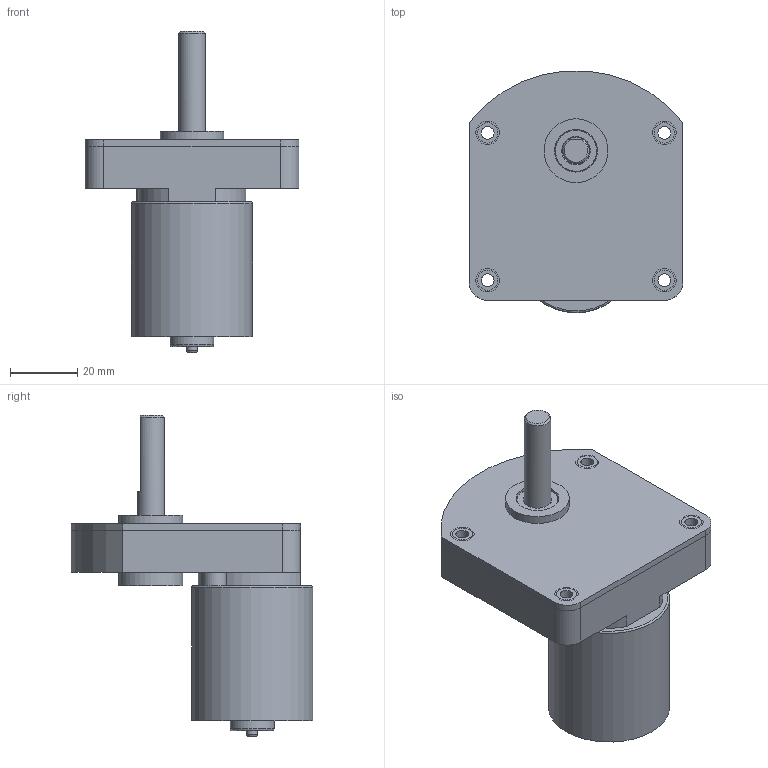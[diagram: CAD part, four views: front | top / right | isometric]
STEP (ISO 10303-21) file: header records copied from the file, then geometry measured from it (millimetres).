
FILE_DESCRIPTION(/* description */ (''),/* implementation_level */ '2;1');
FILE_NAME(/* name */ 'T5 B3640M 0.3125.stp',/* time_stamp */ '2018-09-20T16:13:00+01:00',/* author */ ('lee'),/* organization */ (''),/* preprocessor_version */ 'ST-DEVELOPER v17',/* originating_system */ 'Autodesk Inventor 2019',/* authorisation */ '');
FILE_SCHEMA (('AUTOMOTIVE_DESIGN { 1 0 10303 214 3 1 1 }'));
Products named in the file (11): T5 B3640M 0.3125; T5 Flat lid DCB2106 0.3125; T5 base; T5 flat lid; 0.3125 bush (T2) flanged; brushless DC motor DCB2106; body; plug; ball race bearing; motor shaft; SH-7022
Assembly tree (12 placements, depth 4):
  T5 B3640M 0.3125
    T5 Flat lid DCB2106 0.3125
      T5 base
      T5 flat lid
      0.3125 bush (T2) flanged  x2
      brushless DC motor DCB2106
        body
        plug
        ball race bearing  x2
        motor shaft
    SH-7022
Bounding box: 63.5 x 71.74 x 95.39 mm (x, y, z)
Volume: 69420.5 mm3; surface area: 36921.8 mm2
Topology: 10 solids, 10 shells, 168 faces, 361 edges, 239 vertices
Faces by surface type: plane 81, cylinder 68, cone 14, torus 5
Full cylindrical faces by diameter (mm): 0.969 x5, 1 x1, 2.5 x2, 3.2 x4, 3.8 x4, 4.5 x4, 6 x4, 7 x4, 7.938 x2, 7.94 x1, 8.5 x4, 10 x4, 12.7 x4, 13 x3, 15.85 x2, 16 x2, 19 x2, 20 x1, 35 x1, 36 x1
Entity records: 4594 total; most frequent: DIRECTION 824, CARTESIAN_POINT 710, ORIENTED_EDGE 646, AXIS2_PLACEMENT_3D 335, EDGE_CURVE 323, VERTEX_POINT 215, EDGE_LOOP 198, CIRCLE 167
